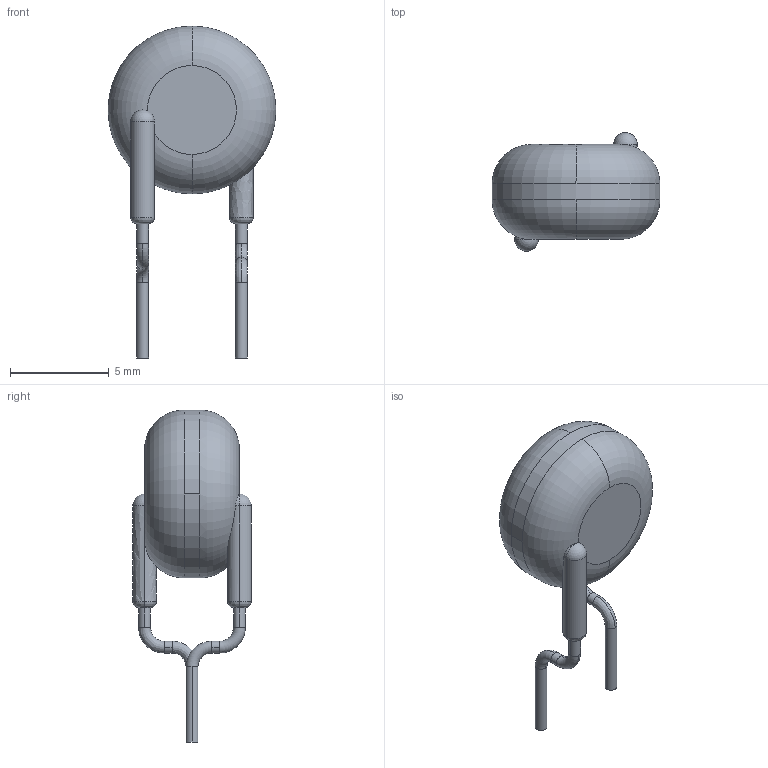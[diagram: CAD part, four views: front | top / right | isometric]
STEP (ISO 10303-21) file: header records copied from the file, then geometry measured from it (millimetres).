
FILE_DESCRIPTION((''),'2;1');
FILE_NAME('THERM_EPCOS_B57153S0.stp','2012-04-23T11:51:15',(''),(''),'Mechanical Desktop 2011','Mechanical Desktop 2011',', , ');
FILE_SCHEMA(('AUTOMOTIVE_DESIGN { 1 2 10303 214 1 1 1 1 }'));
Length unit declared in the file: millimetre
Products named in the file (1): Product
Bounding box: 8.5 x 6 x 16.8 mm (x, y, z)
Volume: 246.8 mm3; surface area: 256.7 mm2
Topology: 3 solids, 3 shells, 46 faces, 116 edges, 72 vertices
Faces by surface type: bspline 18, cylinder 10, torus 8, plane 6, sphere 4
Entity records: 1958 total; most frequent: CARTESIAN_POINT 817, DIRECTION 254, ORIENTED_EDGE 224, AXIS2_PLACEMENT_3D 117, EDGE_CURVE 112, CIRCLE 88, VERTEX_POINT 72, EDGE_LOOP 46
